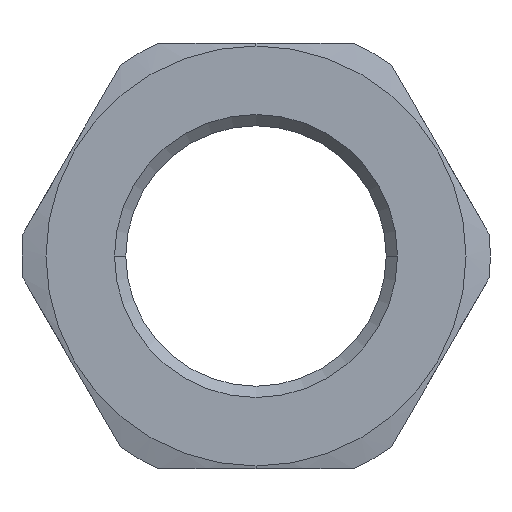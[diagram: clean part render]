
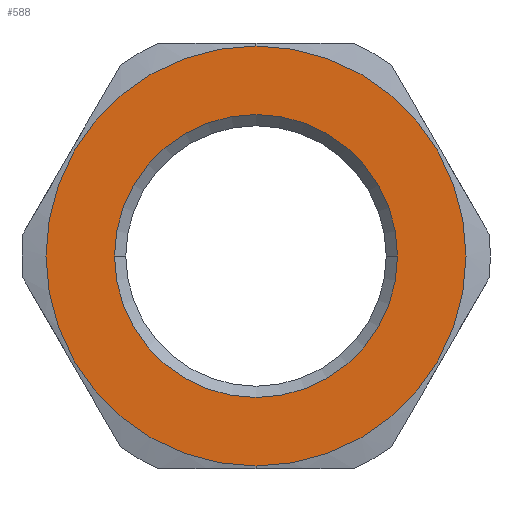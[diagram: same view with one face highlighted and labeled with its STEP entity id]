
A CAD part, left-side view. The second image highlights one B-rep face of the part: STEP entity #588.
In plain terms, the highlighted planar face has unit normal (-1, 0, 0).
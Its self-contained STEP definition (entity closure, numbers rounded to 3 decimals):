
#64 = DIRECTION ( 'NONE',  ( 0., 0., 1. ) ) ;
#84 = VERTEX_POINT ( 'NONE', #551 ) ;
#90 = FACE_OUTER_BOUND ( 'NONE', #972, .T. ) ;
#123 = AXIS2_PLACEMENT_3D ( 'NONE', #154, #693, #64 ) ;
#138 = EDGE_CURVE ( 'NONE', #1131, #84, #979, .T. ) ;
#151 = DIRECTION ( 'NONE',  ( 1., 0., 0. ) ) ;
#154 = CARTESIAN_POINT ( 'NONE',  ( 0., 0., 0. ) ) ;
#163 = DIRECTION ( 'NONE',  ( 1., 0., 0. ) ) ;
#169 = AXIS2_PLACEMENT_3D ( 'NONE', #219, #268, #731 ) ;
#186 = AXIS2_PLACEMENT_3D ( 'NONE', #443, #1066, #190 ) ;
#190 = DIRECTION ( 'NONE',  ( 0., 0., 1. ) ) ;
#204 = ORIENTED_EDGE ( 'NONE', *, *, #138, .T. ) ;
#219 = CARTESIAN_POINT ( 'NONE',  ( 0., 0., 0. ) ) ;
#240 = EDGE_CURVE ( 'NONE', #1080, #436, #746, .T. ) ;
#268 = DIRECTION ( 'NONE',  ( 1., 0., 0. ) ) ;
#294 = EDGE_CURVE ( 'NONE', #436, #1080, #383, .T. ) ;
#310 = EDGE_CURVE ( 'NONE', #84, #1131, #342, .T. ) ;
#317 = CARTESIAN_POINT ( 'NONE',  ( 0., 0., 0. ) ) ;
#342 = CIRCLE ( 'NONE', #123, 18.55 ) ;
#343 = CARTESIAN_POINT ( 'NONE',  ( 0., 12.5, 0. ) ) ;
#383 = CIRCLE ( 'NONE', #908, 12.5 ) ;
#429 = AXIS2_PLACEMENT_3D ( 'NONE', #699, #163, #922 ) ;
#436 = VERTEX_POINT ( 'NONE', #343 ) ;
#443 = CARTESIAN_POINT ( 'NONE',  ( 0., 0., 0. ) ) ;
#543 = EDGE_LOOP ( 'NONE', ( #1062, #1006 ) ) ;
#551 = CARTESIAN_POINT ( 'NONE',  ( 0., 0., -18.55 ) ) ;
#588 = ADVANCED_FACE ( 'NONE', ( #682, #90 ), #990, .F. ) ;
#639 = DIRECTION ( 'NONE',  ( 0., 0., -1. ) ) ;
#682 = FACE_BOUND ( 'NONE', #543, .T. ) ;
#693 = DIRECTION ( 'NONE',  ( -1., 0., 0. ) ) ;
#699 = CARTESIAN_POINT ( 'NONE',  ( 0., 0., 0. ) ) ;
#731 = DIRECTION ( 'NONE',  ( 0., 0., -1. ) ) ;
#743 = ORIENTED_EDGE ( 'NONE', *, *, #310, .T. ) ;
#746 = CIRCLE ( 'NONE', #429, 12.5 ) ;
#816 = CARTESIAN_POINT ( 'NONE',  ( 0., -12.5, 0. ) ) ;
#877 = CARTESIAN_POINT ( 'NONE',  ( 0., 0., 18.55 ) ) ;
#908 = AXIS2_PLACEMENT_3D ( 'NONE', #317, #151, #639 ) ;
#922 = DIRECTION ( 'NONE',  ( 0., 0., -1. ) ) ;
#972 = EDGE_LOOP ( 'NONE', ( #743, #204 ) ) ;
#979 = CIRCLE ( 'NONE', #186, 18.55 ) ;
#990 = PLANE ( 'NONE',  #169 ) ;
#1006 = ORIENTED_EDGE ( 'NONE', *, *, #294, .T. ) ;
#1062 = ORIENTED_EDGE ( 'NONE', *, *, #240, .T. ) ;
#1066 = DIRECTION ( 'NONE',  ( -1., 0., 0. ) ) ;
#1080 = VERTEX_POINT ( 'NONE', #816 ) ;
#1131 = VERTEX_POINT ( 'NONE', #877 ) ;
